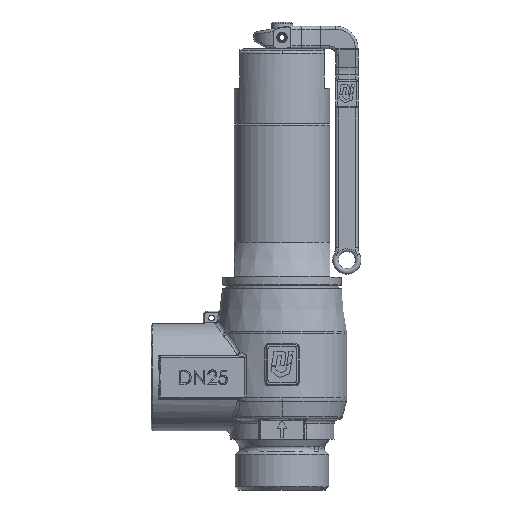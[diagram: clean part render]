
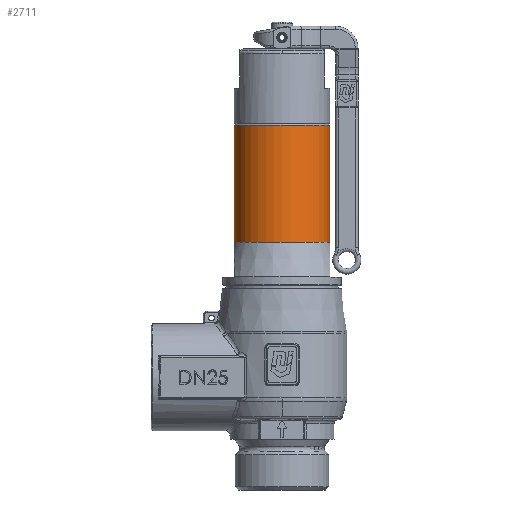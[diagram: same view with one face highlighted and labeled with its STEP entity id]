
A CAD part, front view. The second image highlights one B-rep face of the part: STEP entity #2711.
In plain terms, the highlighted cylindrical face has radius 17 mm (diameter 34 mm), a full revolution.
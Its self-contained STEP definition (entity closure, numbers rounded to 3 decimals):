
#2113=CARTESIAN_POINT('',(0.,-17.,89.5));
#2114=VERTEX_POINT('',#2113);
#2115=CARTESIAN_POINT('',(0.,17.,89.5));
#2116=VERTEX_POINT('',#2115);
#2117=CARTESIAN_POINT('',(0.,0.,89.5));
#2118=DIRECTION('',(0.,-0.,-1.));
#2119=DIRECTION('',(-0.,1.,-0.));
#2120=AXIS2_PLACEMENT_3D('',#2117,#2118,#2119);
#2121=CIRCLE('',#2120,17.);
#2122=EDGE_CURVE('NONE',#2114,#2116,#2121,.T.);
#2124=CARTESIAN_POINT('',(0.,0.,89.5));
#2125=DIRECTION('',(0.,-0.,-1.));
#2126=DIRECTION('',(-0.,1.,-0.));
#2127=AXIS2_PLACEMENT_3D('',#2124,#2125,#2126);
#2128=CIRCLE('',#2127,17.);
#2129=EDGE_CURVE('NONE',#2116,#2114,#2128,.T.);
#2664=CARTESIAN_POINT('',(0.,-0.,17.5));
#2665=DIRECTION('',(0.,-0.,-1.));
#2666=DIRECTION('',(-0.,1.,-0.));
#2667=AXIS2_PLACEMENT_3D('',#2664,#2665,#2666);
#2668=CYLINDRICAL_SURFACE('',#2667,17.);
#2669=CARTESIAN_POINT('',(0.,-17.,48.));
#2670=VERTEX_POINT('',#2669);
#2671=CARTESIAN_POINT('',(-17.,-0.,48.));
#2672=VERTEX_POINT('',#2671);
#2673=CARTESIAN_POINT('',(0.,-0.,48.));
#2674=DIRECTION('',(0.,-0.,-1.));
#2675=DIRECTION('',(-0.,1.,-0.));
#2676=AXIS2_PLACEMENT_3D('',#2673,#2674,#2675);
#2677=CIRCLE('',#2676,17.);
#2678=EDGE_CURVE('NONE',#2670,#2672,#2677,.T.);
#2679=ORIENTED_EDGE('',*,*,#2678,.F.);
#2680=CARTESIAN_POINT('',(17.,0.,48.));
#2681=VERTEX_POINT('',#2680);
#2682=CARTESIAN_POINT('',(0.,-0.,48.));
#2683=DIRECTION('',(0.,-0.,-1.));
#2684=DIRECTION('',(-0.,1.,-0.));
#2685=AXIS2_PLACEMENT_3D('',#2682,#2683,#2684);
#2686=CIRCLE('',#2685,17.);
#2687=EDGE_CURVE('NONE',#2681,#2670,#2686,.T.);
#2688=ORIENTED_EDGE('',*,*,#2687,.F.);
#2689=CARTESIAN_POINT('',(0.,17.,48.));
#2690=VERTEX_POINT('',#2689);
#2691=CARTESIAN_POINT('',(0.,-0.,48.));
#2692=DIRECTION('',(0.,-0.,-1.));
#2693=DIRECTION('',(-0.,1.,-0.));
#2694=AXIS2_PLACEMENT_3D('',#2691,#2692,#2693);
#2695=CIRCLE('',#2694,17.);
#2696=EDGE_CURVE('NONE',#2690,#2681,#2695,.T.);
#2697=ORIENTED_EDGE('',*,*,#2696,.F.);
#2698=CARTESIAN_POINT('',(0.,-0.,48.));
#2699=DIRECTION('',(0.,-0.,-1.));
#2700=DIRECTION('',(-0.,1.,-0.));
#2701=AXIS2_PLACEMENT_3D('',#2698,#2699,#2700);
#2702=CIRCLE('',#2701,17.);
#2703=EDGE_CURVE('NONE',#2672,#2690,#2702,.T.);
#2704=ORIENTED_EDGE('',*,*,#2703,.F.);
#2705=EDGE_LOOP('',(#2679,#2688,#2697,#2704));
#2706=FACE_BOUND('',#2705,.T.);
#2707=ORIENTED_EDGE('',*,*,#2129,.T.);
#2708=ORIENTED_EDGE('',*,*,#2122,.T.);
#2709=EDGE_LOOP('',(#2707,#2708));
#2710=FACE_BOUND('',#2709,.T.);
#2711=ADVANCED_FACE('NONE',(#2706,#2710),#2668,.T.);
